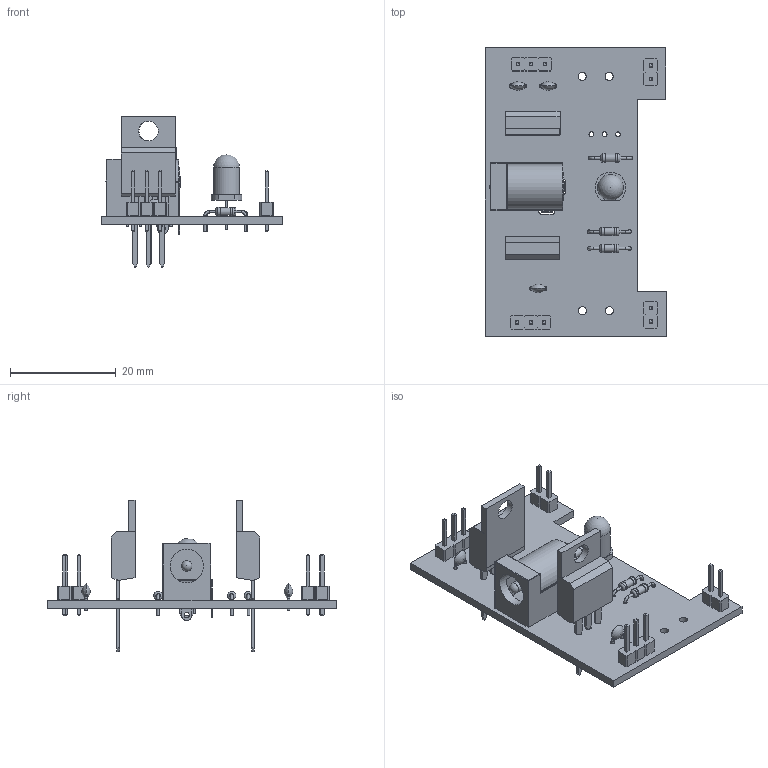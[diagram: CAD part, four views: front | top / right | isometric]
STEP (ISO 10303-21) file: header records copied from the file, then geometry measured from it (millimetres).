
FILE_DESCRIPTION(('KiCad electronic assembly'),'2;1');
FILE_NAME('Breadboard Power Supply.step','2025-04-29T00:52:18',('Pcbnew' ),('Kicad'),'Open CASCADE STEP processor 7.8', 'KiCad to STEP converter','Unknown');
FILE_SCHEMA(('AUTOMOTIVE_DESIGN { 1 0 10303 214 1 1 1 1 }'));
Length unit declared in the file: millimetre
Products named in the file (9): Breadboard Power Supply 1; PinHeader_1x02_P2.54mm_Vertical; BarrelJack_Horizontal; PinHeader_1x03_P2.54mm_Vertical; C_Disc_D3.0mm_W1.6mm_P2.50mm; R_Axial_DIN0204_L3.6mm_D1.6mm_P7.62mm_Horizontal; LED_D5.0mm; TO-220-3_Vertical; Breadboard Power Supply_PCB
Assembly tree (15 placements, depth 2):
  Breadboard Power Supply 1
    PinHeader_1x02_P2.54mm_Vertical  x2
    BarrelJack_Horizontal
    PinHeader_1x03_P2.54mm_Vertical  x2
    C_Disc_D3.0mm_W1.6mm_P2.50mm  x3
    R_Axial_DIN0204_L3.6mm_D1.6mm_P7.62mm_Horizontal  x3
    LED_D5.0mm
    TO-220-3_Vertical  x2
    Breadboard Power Supply_PCB
Bounding box: 34.2 x 54.4 x 28.52 mm (x, y, z)
Volume: 4525.2 mm3; surface area: 7307.6 mm2
Topology: 19 solids, 19 shells, 589 faces, 1428 edges, 903 vertices
Faces by surface type: plane 447, cylinder 110, sphere 12, torus 12, revolution 6, extrusion 2
Full cylindrical faces by diameter (mm): 0.5 x18, 0.7 x6, 0.8 x8, 0.9 x3, 1 x12, 1.1 x6, 1.44 x3, 1.5 x2, 1.52 x4, 1.6 x6, 2 x2, 3.735 x2, 4.9 x1, 6.3 x1
Entity records: 12996 total; most frequent: CARTESIAN_POINT 2039, DIRECTION 1768, ORIENTED_EDGE 1728, EDGE_CURVE 864, VECTOR 674, LINE 672, VERTEX_POINT 553, AXIS2_PLACEMENT_3D 546
